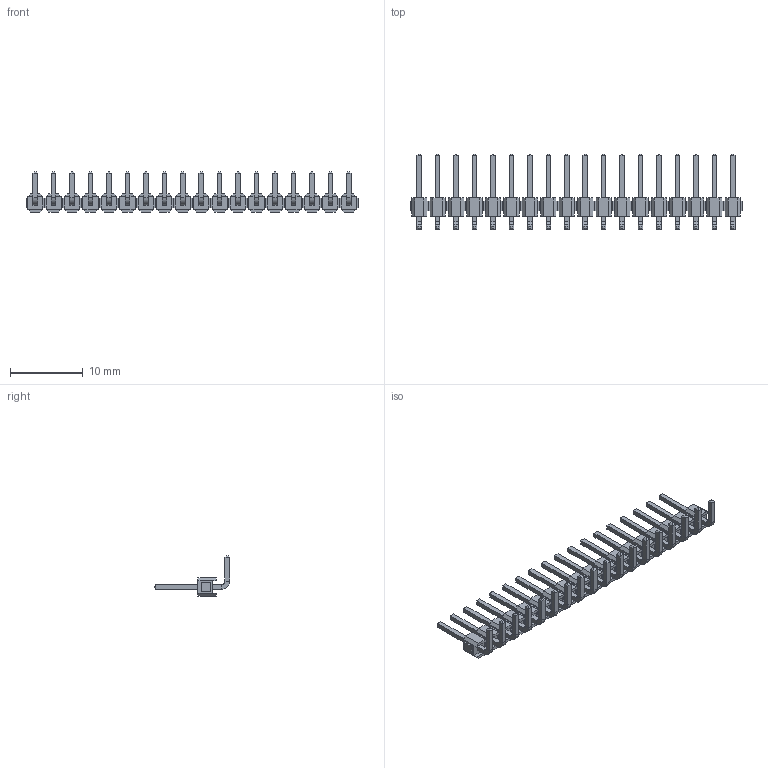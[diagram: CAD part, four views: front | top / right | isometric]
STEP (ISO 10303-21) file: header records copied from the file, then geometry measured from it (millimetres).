
FILE_DESCRIPTION (( 'STEP AP214' ), '1' );
FILE_NAME ('PLSR-18D.STEP', '2019-07-02T21:20:12', ( '' ), ( '' ), 'SwSTEP 2.0', 'SolidWorks 2018', '' );
FILE_SCHEMA (( 'AUTOMOTIVE_DESIGN' ));
Length unit declared in the file: millimetre
Products named in the file (1): PLSR-18D
Bounding box: 45.72 x 10.36 x 5.54 mm (x, y, z)
Volume: 294.3 mm3; surface area: 1149 mm2
Topology: 18 solids, 18 shells, 900 faces, 2016 edges, 1224 vertices
Faces by surface type: plane 864, cylinder 36
Entity records: 34139 total; most frequent: CARTESIAN_POINT 4141, ORIENTED_EDGE 4032, DIRECTION 3890, EDGE_CURVE 2016, VECTOR 1944, LINE 1944, VERTEX_POINT 1224, AXIS2_PLACEMENT_3D 973
